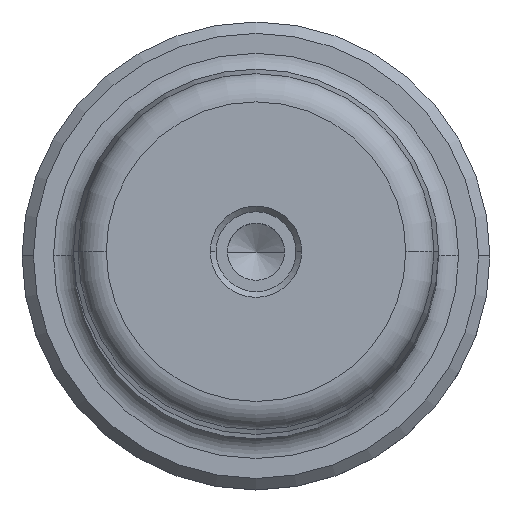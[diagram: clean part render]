
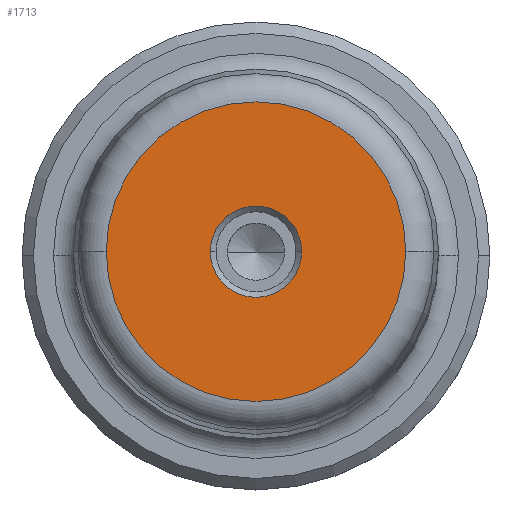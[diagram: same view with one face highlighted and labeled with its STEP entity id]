
A CAD part, top view. The second image highlights one B-rep face of the part: STEP entity #1713.
In plain terms, the highlighted planar face has unit normal (0, 0, 1).
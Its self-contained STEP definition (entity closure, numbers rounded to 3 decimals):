
#9 = DIRECTION ( 'NONE',  ( 0., 0., -1. ) ) ;
#14 = EDGE_CURVE ( 'NONE', #2155, #222, #1355, .T. ) ;
#31 = CARTESIAN_POINT ( 'NONE',  ( 0., 0., 250. ) ) ;
#47 = CARTESIAN_POINT ( 'NONE',  ( 4., 0., 250. ) ) ;
#48 = PLANE ( 'NONE',  #419 ) ;
#100 = ORIENTED_EDGE ( 'NONE', *, *, #1669, .T. ) ;
#124 = AXIS2_PLACEMENT_3D ( 'NONE', #1100, #2401, #1286 ) ;
#222 = VERTEX_POINT ( 'NONE', #1506 ) ;
#224 = DIRECTION ( 'NONE',  ( 1., 0., 0. ) ) ;
#258 = EDGE_LOOP ( 'NONE', ( #1572, #1125 ) ) ;
#419 = AXIS2_PLACEMENT_3D ( 'NONE', #1203, #447, #1771 ) ;
#423 = EDGE_LOOP ( 'NONE', ( #100, #1878 ) ) ;
#434 = FACE_BOUND ( 'NONE', #258, .T. ) ;
#447 = DIRECTION ( 'NONE',  ( 0., 0., 1. ) ) ;
#464 = CARTESIAN_POINT ( 'NONE',  ( 13.124, 0., 250. ) ) ;
#626 = CARTESIAN_POINT ( 'NONE',  ( 0., 0., 250. ) ) ;
#752 = EDGE_CURVE ( 'NONE', #222, #2155, #1414, .T. ) ;
#818 = DIRECTION ( 'NONE',  ( 1., 0., 0. ) ) ;
#945 = AXIS2_PLACEMENT_3D ( 'NONE', #1166, #9, #1354 ) ;
#1072 = CIRCLE ( 'NONE', #1774, 13.124 ) ;
#1100 = CARTESIAN_POINT ( 'NONE',  ( 0., 0., 250. ) ) ;
#1125 = ORIENTED_EDGE ( 'NONE', *, *, #752, .T. ) ;
#1166 = CARTESIAN_POINT ( 'NONE',  ( 0., 0., 250. ) ) ;
#1170 = VERTEX_POINT ( 'NONE', #464 ) ;
#1203 = CARTESIAN_POINT ( 'NONE',  ( 0., 0., 250. ) ) ;
#1286 = DIRECTION ( 'NONE',  ( 1., 0., 0. ) ) ;
#1291 = VERTEX_POINT ( 'NONE', #1480 ) ;
#1354 = DIRECTION ( 'NONE',  ( 1., 0., 0. ) ) ;
#1355 = CIRCLE ( 'NONE', #945, 4. ) ;
#1371 = DIRECTION ( 'NONE',  ( 0., 0., -1. ) ) ;
#1414 = CIRCLE ( 'NONE', #1990, 4. ) ;
#1420 = CIRCLE ( 'NONE', #124, 13.124 ) ;
#1428 = EDGE_CURVE ( 'NONE', #1291, #1170, #1420, .T. ) ;
#1480 = CARTESIAN_POINT ( 'NONE',  ( -13.124, 0., 250. ) ) ;
#1506 = CARTESIAN_POINT ( 'NONE',  ( -4., 0., 250. ) ) ;
#1572 = ORIENTED_EDGE ( 'NONE', *, *, #14, .T. ) ;
#1669 = EDGE_CURVE ( 'NONE', #1170, #1291, #1072, .T. ) ;
#1713 = ADVANCED_FACE ( 'NONE', ( #434, #1886 ), #48, .T. ) ;
#1771 = DIRECTION ( 'NONE',  ( 1., 0., 0. ) ) ;
#1774 = AXIS2_PLACEMENT_3D ( 'NONE', #626, #1942, #818 ) ;
#1878 = ORIENTED_EDGE ( 'NONE', *, *, #1428, .T. ) ;
#1886 = FACE_OUTER_BOUND ( 'NONE', #423, .T. ) ;
#1942 = DIRECTION ( 'NONE',  ( 0., 0., 1. ) ) ;
#1990 = AXIS2_PLACEMENT_3D ( 'NONE', #31, #1371, #224 ) ;
#2155 = VERTEX_POINT ( 'NONE', #47 ) ;
#2401 = DIRECTION ( 'NONE',  ( 0., 0., 1. ) ) ;
